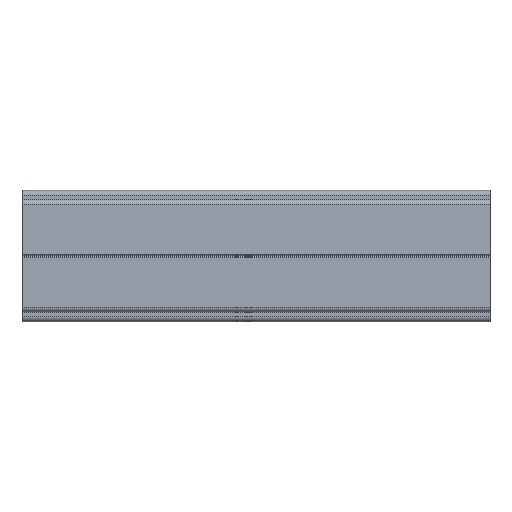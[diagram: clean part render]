
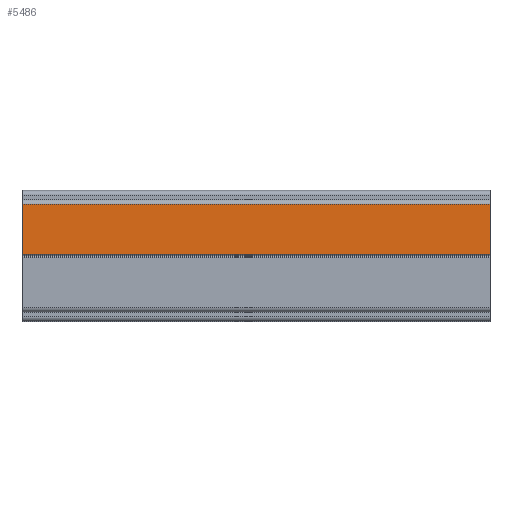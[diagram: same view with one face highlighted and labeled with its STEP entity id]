
A CAD part, top view. The second image highlights one B-rep face of the part: STEP entity #5486.
In plain terms, the highlighted planar face has unit normal (0, 0, 1).
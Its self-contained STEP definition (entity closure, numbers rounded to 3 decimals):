
#22 = CARTESIAN_POINT ( 'NONE',  ( 59.184, 65.898, 0.017 ) ) ;
#91 = VERTEX_POINT ( 'NONE', #5085 ) ;
#217 = VECTOR ( 'NONE', #4062, 1000. ) ;
#326 = VERTEX_POINT ( 'NONE', #1800 ) ;
#365 = DIRECTION ( 'NONE',  ( 0., 0., -1. ) ) ;
#518 = VERTEX_POINT ( 'NONE', #696 ) ;
#631 = DIRECTION ( 'NONE',  ( -1., 0., 0. ) ) ;
#696 = CARTESIAN_POINT ( 'NONE',  ( 59.184, 55.198, 0.017 ) ) ;
#914 = EDGE_CURVE ( 'NONE', #91, #326, #1276, .T. ) ;
#962 = ORIENTED_EDGE ( 'NONE', *, *, #914, .T. ) ;
#1002 = AXIS2_PLACEMENT_3D ( 'NONE', #3300, #365, #4588 ) ;
#1245 = VERTEX_POINT ( 'NONE', #4104 ) ;
#1276 = LINE ( 'NONE', #2825, #217 ) ;
#1280 = DIRECTION ( 'NONE',  ( -1., 0., 0. ) ) ;
#1343 = VECTOR ( 'NONE', #631, 1000. ) ;
#1692 = EDGE_CURVE ( 'NONE', #518, #326, #4205, .T. ) ;
#1800 = CARTESIAN_POINT ( 'NONE',  ( -40.816, 55.198, 0.017 ) ) ;
#1915 = EDGE_CURVE ( 'NONE', #1245, #91, #5139, .T. ) ;
#2005 = EDGE_CURVE ( 'NONE', #1245, #518, #4672, .T. ) ;
#2362 = ORIENTED_EDGE ( 'NONE', *, *, #1692, .F. ) ;
#2672 = CARTESIAN_POINT ( 'NONE',  ( 59.184, 65.898, 0.017 ) ) ;
#2825 = CARTESIAN_POINT ( 'NONE',  ( -40.816, 65.898, 0.017 ) ) ;
#3124 = CARTESIAN_POINT ( 'NONE',  ( 59.184, 55.198, 0.017 ) ) ;
#3300 = CARTESIAN_POINT ( 'NONE',  ( 59.184, 65.898, 0.017 ) ) ;
#3488 = VECTOR ( 'NONE', #1280, 1000. ) ;
#4006 = VECTOR ( 'NONE', #5439, 1000. ) ;
#4062 = DIRECTION ( 'NONE',  ( 0., -1., 0. ) ) ;
#4093 = FACE_OUTER_BOUND ( 'NONE', #4812, .T. ) ;
#4104 = CARTESIAN_POINT ( 'NONE',  ( 59.184, 65.898, 0.017 ) ) ;
#4205 = LINE ( 'NONE', #3124, #1343 ) ;
#4535 = PLANE ( 'NONE',  #1002 ) ;
#4588 = DIRECTION ( 'NONE',  ( -1., 0., 0. ) ) ;
#4672 = LINE ( 'NONE', #2672, #4006 ) ;
#4812 = EDGE_LOOP ( 'NONE', ( #962, #2362, #5296, #4922 ) ) ;
#4922 = ORIENTED_EDGE ( 'NONE', *, *, #1915, .T. ) ;
#5085 = CARTESIAN_POINT ( 'NONE',  ( -40.816, 65.898, 0.017 ) ) ;
#5139 = LINE ( 'NONE', #22, #3488 ) ;
#5296 = ORIENTED_EDGE ( 'NONE', *, *, #2005, .F. ) ;
#5439 = DIRECTION ( 'NONE',  ( 0., -1., 0. ) ) ;
#5486 = ADVANCED_FACE ( 'NONE', ( #4093 ), #4535, .F. ) ;
